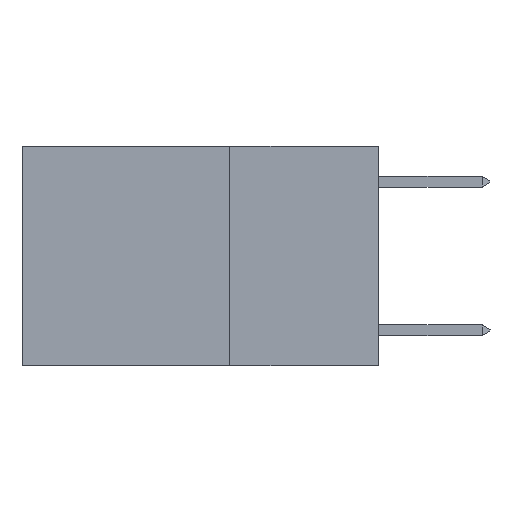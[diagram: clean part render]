
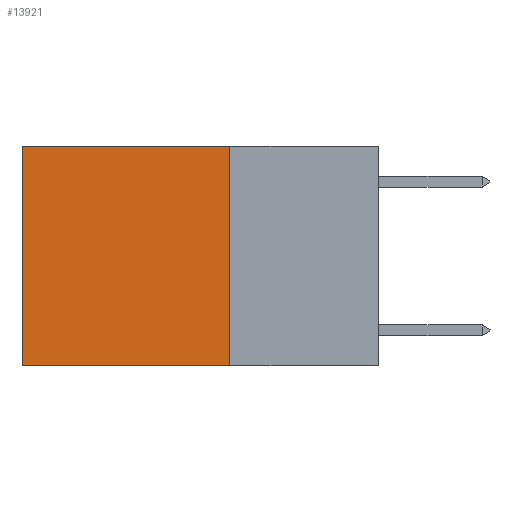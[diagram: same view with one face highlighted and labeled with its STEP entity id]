
A CAD part, left-side view. The second image highlights one B-rep face of the part: STEP entity #13921.
In plain terms, the highlighted planar face has unit normal (-1, 0, 0).
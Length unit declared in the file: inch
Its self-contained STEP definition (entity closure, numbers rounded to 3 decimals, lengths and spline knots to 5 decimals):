
#567 = AXIS2_PLACEMENT_3D ( 'NONE', #11906, #1096, #16245 ) ;
#1096 = DIRECTION ( 'NONE',  ( 1., 0., 0. ) ) ;
#1526 = VECTOR ( 'NONE', #4421, 39.37008 ) ;
#1577 = EDGE_CURVE ( 'NONE', #17081, #14065, #20215, .T. ) ;
#1663 = CARTESIAN_POINT ( 'NONE',  ( 0.2625, 0.6, -0.37 ) ) ;
#2413 = EDGE_CURVE ( 'NONE', #11200, #28047, #23243, .T. ) ;
#4421 = DIRECTION ( 'NONE',  ( 0., 0., -1. ) ) ;
#4813 = VECTOR ( 'NONE', #18639, 39.37008 ) ;
#5879 = VECTOR ( 'NONE', #17299, 39.37008 ) ;
#7753 = DIRECTION ( 'NONE',  ( 0., 1., 0. ) ) ;
#9919 = LINE ( 'NONE', #25180, #4813 ) ;
#11098 = CARTESIAN_POINT ( 'NONE',  ( 0.2625, 0.6, 0. ) ) ;
#11200 = VERTEX_POINT ( 'NONE', #13830 ) ;
#11906 = CARTESIAN_POINT ( 'NONE',  ( 0.2625, 0.25, 0. ) ) ;
#13715 = LINE ( 'NONE', #19609, #1526 ) ;
#13830 = CARTESIAN_POINT ( 'NONE',  ( 0.2625, 0.25, 0. ) ) ;
#13921 = ADVANCED_FACE ( 'NONE', ( #20449 ), #27070, .F. ) ;
#14065 = VERTEX_POINT ( 'NONE', #1663 ) ;
#15111 = CARTESIAN_POINT ( 'NONE',  ( 0.2625, 0.25, 0. ) ) ;
#16245 = DIRECTION ( 'NONE',  ( 0., 0., -1. ) ) ;
#17081 = VERTEX_POINT ( 'NONE', #18453 ) ;
#17299 = DIRECTION ( 'NONE',  ( 0., 1., 0. ) ) ;
#18420 = ORIENTED_EDGE ( 'NONE', *, *, #27807, .T. ) ;
#18453 = CARTESIAN_POINT ( 'NONE',  ( 0.2625, 0.25, -0.37 ) ) ;
#18588 = CARTESIAN_POINT ( 'NONE',  ( 0.2625, 0.25, -0.37 ) ) ;
#18639 = DIRECTION ( 'NONE',  ( 0., 0., -1. ) ) ;
#19609 = CARTESIAN_POINT ( 'NONE',  ( 0.2625, 0.6, 0. ) ) ;
#20215 = LINE ( 'NONE', #18588, #20912 ) ;
#20449 = FACE_OUTER_BOUND ( 'NONE', #23839, .T. ) ;
#20802 = EDGE_CURVE ( 'NONE', #11200, #17081, #9919, .T. ) ;
#20912 = VECTOR ( 'NONE', #7753, 39.37008 ) ;
#21383 = ORIENTED_EDGE ( 'NONE', *, *, #1577, .F. ) ;
#22670 = ORIENTED_EDGE ( 'NONE', *, *, #20802, .F. ) ;
#23243 = LINE ( 'NONE', #15111, #5879 ) ;
#23317 = ORIENTED_EDGE ( 'NONE', *, *, #2413, .T. ) ;
#23839 = EDGE_LOOP ( 'NONE', ( #18420, #21383, #22670, #23317 ) ) ;
#25180 = CARTESIAN_POINT ( 'NONE',  ( 0.2625, 0.25, 0. ) ) ;
#27070 = PLANE ( 'NONE',  #567 ) ;
#27807 = EDGE_CURVE ( 'NONE', #28047, #14065, #13715, .T. ) ;
#28047 = VERTEX_POINT ( 'NONE', #11098 ) ;
